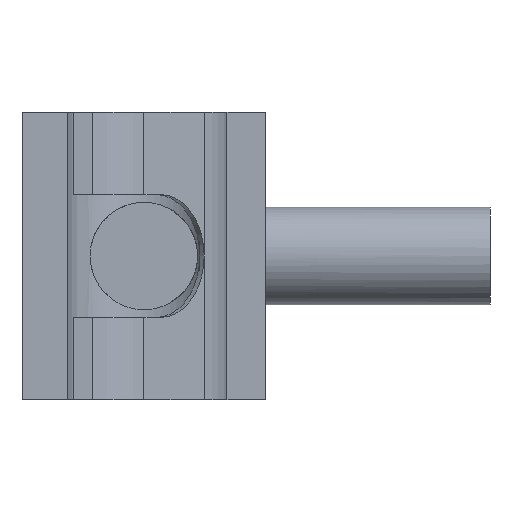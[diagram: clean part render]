
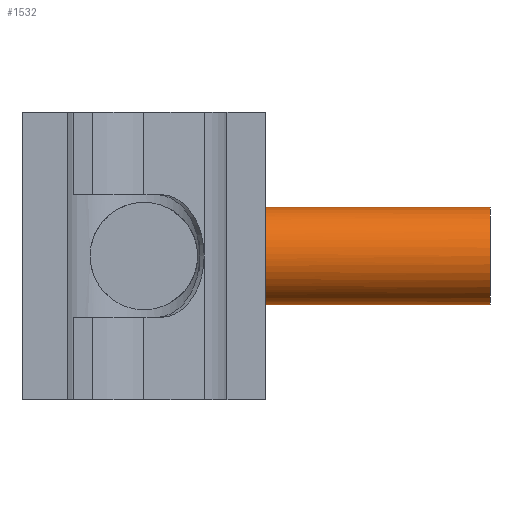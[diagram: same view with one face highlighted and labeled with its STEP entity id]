
A CAD part, front view. The second image highlights one B-rep face of the part: STEP entity #1532.
In plain terms, the highlighted cylindrical face has radius 20 mm (diameter 40 mm), a full revolution.
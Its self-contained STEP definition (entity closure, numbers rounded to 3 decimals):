
#303=FACE_BOUND('',#482,.T.);
#335=B_SPLINE_CURVE_WITH_KNOTS('',3,(#2492,#2493,#2494,#2495,#2496,#2497,
#2498,#2499,#2500,#2501,#2502,#2503,#2504,#2505,#2506,#2507,#2508,#2509,
#2510,#2511,#2512,#2513,#2514,#2515,#2516,#2517,#2518,#2519,#2520,#2521,
#2522,#2523,#2524,#2525,#2526,#2527,#2528,#2529,#2530,#2531,#2532,#2533,
#2534,#2535,#2536,#2537,#2538,#2539,#2540,#2541,#2542,#2543,#2544,#2545,
#2546,#2547,#2548,#2549,#2550,#2551,#2552,#2553,#2554,#2555,#2556,#2557),
 .UNSPECIFIED.,.T.,.F.,(4,2,2,2,2,2,2,2,2,2,2,2,2,2,2,2,2,2,2,2,2,2,2,2,
2,2,2,2,2,2,2,2,4),(0.,0.403,0.805,1.208,
1.61,2.004,2.399,2.793,3.187,
3.581,3.976,4.37,4.764,5.167,
5.569,5.972,6.374,6.777,7.179,
7.582,7.984,8.378,8.773,9.167,
9.561,9.955,10.35,10.744,11.138,
11.541,11.943,12.346,12.748),
 .UNSPECIFIED.);
#343=CYLINDRICAL_SURFACE('',#1639,20.);
#376=FACE_OUTER_BOUND('',#481,.T.);
#481=EDGE_LOOP('',(#1048));
#482=EDGE_LOOP('',(#1049));
#611=CIRCLE('',#1640,20.);
#685=VERTEX_POINT('',#2489);
#686=VERTEX_POINT('',#2491);
#832=EDGE_CURVE('',#685,#685,#611,.T.);
#833=EDGE_CURVE('',#686,#686,#335,.T.);
#1048=ORIENTED_EDGE('',*,*,#832,.F.);
#1049=ORIENTED_EDGE('',*,*,#833,.F.);
#1532=ADVANCED_FACE('',(#376,#303),#343,.T.);
#1639=AXIS2_PLACEMENT_3D('',#2488,#1818,#1819);
#1640=AXIS2_PLACEMENT_3D('',#2490,#1820,#1821);
#1818=DIRECTION('center_axis',(1.,0.,0.));
#1819=DIRECTION('ref_axis',(0.,1.,0.));
#1820=DIRECTION('center_axis',(1.,0.,0.));
#1821=DIRECTION('ref_axis',(0.,0.,-1.));
#2488=CARTESIAN_POINT('Origin',(71.,95.5,0.));
#2489=CARTESIAN_POINT('',(142.,115.5,0.));
#2490=CARTESIAN_POINT('Origin',(142.,95.5,0.));
#2491=CARTESIAN_POINT('',(17.802,95.5,-20.));
#2492=CARTESIAN_POINT('Ctrl Pts',(17.802,95.5,-20.));
#2493=CARTESIAN_POINT('Ctrl Pts',(17.802,94.158,-20.));
#2494=CARTESIAN_POINT('Ctrl Pts',(17.958,92.811,-19.864));
#2495=CARTESIAN_POINT('Ctrl Pts',(18.534,90.186,-19.327));
#2496=CARTESIAN_POINT('Ctrl Pts',(18.951,88.907,-18.928));
#2497=CARTESIAN_POINT('Ctrl Pts',(19.925,86.481,-17.899));
#2498=CARTESIAN_POINT('Ctrl Pts',(20.482,85.33,-17.269));
#2499=CARTESIAN_POINT('Ctrl Pts',(21.617,83.203,-15.825));
#2500=CARTESIAN_POINT('Ctrl Pts',(22.195,82.226,-15.011));
#2501=CARTESIAN_POINT('Ctrl Pts',(23.265,80.507,-13.292));
#2502=CARTESIAN_POINT('Ctrl Pts',(23.798,79.697,-12.325));
#2503=CARTESIAN_POINT('Ctrl Pts',(24.784,78.248,-10.199));
#2504=CARTESIAN_POINT('Ctrl Pts',(25.236,77.609,-9.038));
#2505=CARTESIAN_POINT('Ctrl Pts',(25.984,76.569,-6.586));
#2506=CARTESIAN_POINT('Ctrl Pts',(26.281,76.166,-5.292));
#2507=CARTESIAN_POINT('Ctrl Pts',(26.676,75.632,-2.656));
#2508=CARTESIAN_POINT('Ctrl Pts',(26.775,75.5,-1.314));
#2509=CARTESIAN_POINT('Ctrl Pts',(26.775,75.5,1.314));
#2510=CARTESIAN_POINT('Ctrl Pts',(26.676,75.632,2.656));
#2511=CARTESIAN_POINT('Ctrl Pts',(26.281,76.166,5.292));
#2512=CARTESIAN_POINT('Ctrl Pts',(25.984,76.569,6.586));
#2513=CARTESIAN_POINT('Ctrl Pts',(25.236,77.609,9.038));
#2514=CARTESIAN_POINT('Ctrl Pts',(24.784,78.248,10.199));
#2515=CARTESIAN_POINT('Ctrl Pts',(23.798,79.697,12.325));
#2516=CARTESIAN_POINT('Ctrl Pts',(23.265,80.507,13.292));
#2517=CARTESIAN_POINT('Ctrl Pts',(22.195,82.226,15.011));
#2518=CARTESIAN_POINT('Ctrl Pts',(21.617,83.203,15.825));
#2519=CARTESIAN_POINT('Ctrl Pts',(20.482,85.33,17.269));
#2520=CARTESIAN_POINT('Ctrl Pts',(19.925,86.481,17.899));
#2521=CARTESIAN_POINT('Ctrl Pts',(18.951,88.907,18.928));
#2522=CARTESIAN_POINT('Ctrl Pts',(18.534,90.186,19.327));
#2523=CARTESIAN_POINT('Ctrl Pts',(17.958,92.811,19.864));
#2524=CARTESIAN_POINT('Ctrl Pts',(17.802,94.158,20.));
#2525=CARTESIAN_POINT('Ctrl Pts',(17.802,96.842,20.));
#2526=CARTESIAN_POINT('Ctrl Pts',(17.958,98.189,19.864));
#2527=CARTESIAN_POINT('Ctrl Pts',(18.534,100.814,19.327));
#2528=CARTESIAN_POINT('Ctrl Pts',(18.951,102.093,18.928));
#2529=CARTESIAN_POINT('Ctrl Pts',(19.925,104.519,17.899));
#2530=CARTESIAN_POINT('Ctrl Pts',(20.482,105.67,17.269));
#2531=CARTESIAN_POINT('Ctrl Pts',(21.617,107.797,15.825));
#2532=CARTESIAN_POINT('Ctrl Pts',(22.195,108.774,15.011));
#2533=CARTESIAN_POINT('Ctrl Pts',(23.265,110.493,13.292));
#2534=CARTESIAN_POINT('Ctrl Pts',(23.798,111.303,12.325));
#2535=CARTESIAN_POINT('Ctrl Pts',(24.784,112.752,10.199));
#2536=CARTESIAN_POINT('Ctrl Pts',(25.236,113.391,9.038));
#2537=CARTESIAN_POINT('Ctrl Pts',(25.984,114.431,6.586));
#2538=CARTESIAN_POINT('Ctrl Pts',(26.281,114.834,5.292));
#2539=CARTESIAN_POINT('Ctrl Pts',(26.676,115.368,2.656));
#2540=CARTESIAN_POINT('Ctrl Pts',(26.775,115.5,1.314));
#2541=CARTESIAN_POINT('Ctrl Pts',(26.775,115.5,-1.314));
#2542=CARTESIAN_POINT('Ctrl Pts',(26.676,115.368,-2.656));
#2543=CARTESIAN_POINT('Ctrl Pts',(26.281,114.834,-5.292));
#2544=CARTESIAN_POINT('Ctrl Pts',(25.984,114.431,-6.586));
#2545=CARTESIAN_POINT('Ctrl Pts',(25.236,113.391,-9.038));
#2546=CARTESIAN_POINT('Ctrl Pts',(24.784,112.752,-10.199));
#2547=CARTESIAN_POINT('Ctrl Pts',(23.798,111.303,-12.325));
#2548=CARTESIAN_POINT('Ctrl Pts',(23.265,110.493,-13.292));
#2549=CARTESIAN_POINT('Ctrl Pts',(22.195,108.774,-15.011));
#2550=CARTESIAN_POINT('Ctrl Pts',(21.617,107.797,-15.825));
#2551=CARTESIAN_POINT('Ctrl Pts',(20.482,105.67,-17.269));
#2552=CARTESIAN_POINT('Ctrl Pts',(19.925,104.519,-17.899));
#2553=CARTESIAN_POINT('Ctrl Pts',(18.951,102.093,-18.928));
#2554=CARTESIAN_POINT('Ctrl Pts',(18.534,100.814,-19.327));
#2555=CARTESIAN_POINT('Ctrl Pts',(17.958,98.189,-19.864));
#2556=CARTESIAN_POINT('Ctrl Pts',(17.802,96.842,-20.));
#2557=CARTESIAN_POINT('Ctrl Pts',(17.802,95.5,-20.));
